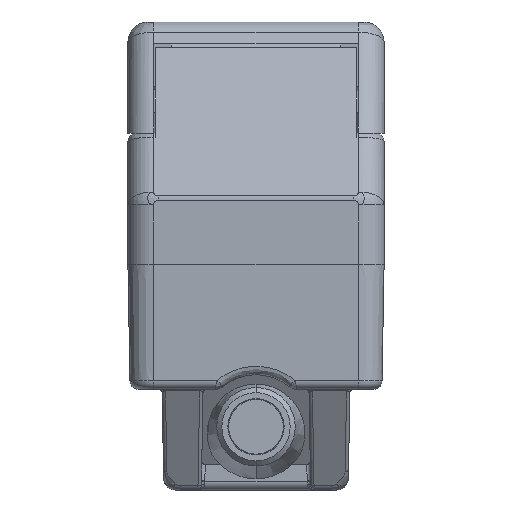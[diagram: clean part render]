
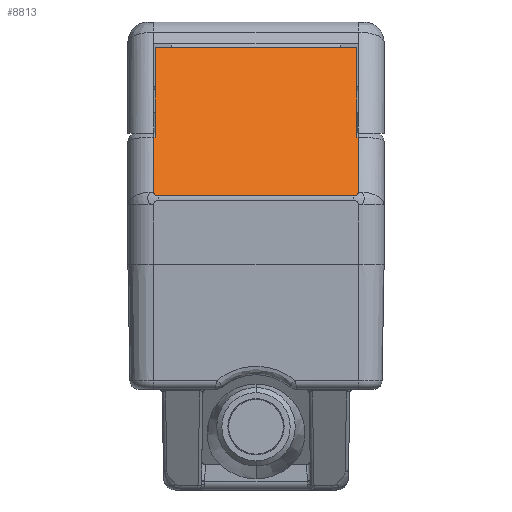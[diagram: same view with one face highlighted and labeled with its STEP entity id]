
A CAD part, front view. The second image highlights one B-rep face of the part: STEP entity #8813.
In plain terms, the highlighted planar face has unit normal (0, -0.866, 0.5).
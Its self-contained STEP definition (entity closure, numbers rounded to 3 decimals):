
#393=DIRECTION('',(0.,0.5,0.866));
#394=VECTOR('',#393,6.062);
#395=CARTESIAN_POINT('',(5.9,-15.2,7.45));
#396=LINE('',#395,#394);
#798=DIRECTION('',(0.,-0.5,-0.866));
#799=VECTOR('',#798,6.062);
#800=CARTESIAN_POINT('',(-5.9,-12.169,12.7));
#801=LINE('',#800,#799);
#930=CARTESIAN_POINT('',(6.,-17.049,4.248));
#931=CARTESIAN_POINT('',(5.995,-17.114,4.136));
#932=CARTESIAN_POINT('',(5.861,-17.183,4.016));
#933=CARTESIAN_POINT('',(5.732,-17.183,4.016));
#935=CARTESIAN_POINT('',(-6.,-17.049,4.248));
#936=CARTESIAN_POINT('',(-5.995,-17.114,4.136));
#937=CARTESIAN_POINT('',(-5.861,-17.183,4.016));
#938=CARTESIAN_POINT('',(-5.732,-17.183,4.016));
#940=DIRECTION('',(1.,0.,0.));
#941=VECTOR('',#940,11.8);
#942=CARTESIAN_POINT('',(-5.9,-12.169,12.7));
#943=LINE('',#942,#941);
#948=DIRECTION('',(1.,0.,0.));
#949=VECTOR('',#948,0.1);
#950=CARTESIAN_POINT('',(5.9,-15.2,7.45));
#951=LINE('',#950,#949);
#1908=CARTESIAN_POINT('',(-6.,-15.2,
7.45));
#1924=DIRECTION('',(1.,0.,0.));
#1925=VECTOR('',#1924,0.1);
#1926=CARTESIAN_POINT('',(-6.,-15.2,
7.45));
#1927=LINE('',#1926,#1925);
#1933=DIRECTION('',(0.,0.5,0.866));
#1934=VECTOR('',#1933,3.697);
#1935=CARTESIAN_POINT('',(-6.,-17.049,4.248));
#1936=LINE('',#1935,#1934);
#1973=DIRECTION('',(-1.,0.,0.));
#1974=VECTOR('',#1973,11.464);
#1975=CARTESIAN_POINT('',(5.732,-17.183,4.016));
#1976=LINE('',#1975,#1974);
#2039=DIRECTION('',(0.,-0.5,-0.866));
#2040=VECTOR('',#2039,3.697);
#2041=CARTESIAN_POINT('',(6.,-15.2,7.45));
#2042=LINE('',#2041,#2040);
#6370=CARTESIAN_POINT('',(5.732,-17.183,4.016));
#6371=VERTEX_POINT('',#6370);
#6372=VERTEX_POINT('',#930);
#6373=VERTEX_POINT('',#935);
#6374=VERTEX_POINT('',#938);
#6402=VERTEX_POINT('',#1908);
#6403=CARTESIAN_POINT('',(5.9,-15.2,7.45));
#6404=CARTESIAN_POINT('',(6.,-15.2,7.45));
#6405=VERTEX_POINT('',#6403);
#6406=VERTEX_POINT('',#6404);
#6412=CARTESIAN_POINT('',(-5.9,-12.169,12.7));
#6413=VERTEX_POINT('',#6412);
#6420=CARTESIAN_POINT('',(5.9,-12.169,12.7));
#6421=VERTEX_POINT('',#6420);
#6452=CARTESIAN_POINT('',(-5.9,-15.2,7.45));
#6453=VERTEX_POINT('',#6452);
#8789=CARTESIAN_POINT('',(7.5,-17.25,3.9));
#8790=DIRECTION('',(0.,0.866,-0.5));
#8791=DIRECTION('',(0.,0.5,0.866));
#8792=AXIS2_PLACEMENT_3D('',#8789,#8790,#8791);
#8793=PLANE('',#8792);
#8795=ORIENTED_EDGE('',*,*,#8794,.T.);
#8797=ORIENTED_EDGE('',*,*,#8796,.T.);
#8799=ORIENTED_EDGE('',*,*,#8798,.T.);
#8801=ORIENTED_EDGE('',*,*,#8800,.T.);
#8803=ORIENTED_EDGE('',*,*,#8802,.F.);
#8805=ORIENTED_EDGE('',*,*,#8804,.T.);
#8807=ORIENTED_EDGE('',*,*,#8806,.T.);
#8808=ORIENTED_EDGE('',*,*,#8577,.F.);
#8809=ORIENTED_EDGE('',*,*,#8454,.T.);
#8810=ORIENTED_EDGE('',*,*,#8034,.F.);
#8811=EDGE_LOOP('',(#8795,#8797,#8799,#8801,#8803,#8805,#8807,#8808,#8809,
#8810));
#8812=FACE_OUTER_BOUND('',#8811,.F.);
#8813=ADVANCED_FACE('',(#8812),#8793,.F.);
#934=B_SPLINE_CURVE_WITH_KNOTS('',3,(#930,#931,#932,#933),.UNSPECIFIED.,.F.,.F.,
(4,4),(0.,1.),.UNSPECIFIED.);
#939=B_SPLINE_CURVE_WITH_KNOTS('',3,(#935,#936,#937,#938),.UNSPECIFIED.,.F.,.F.,
(4,4),(0.,1.),.UNSPECIFIED.);
#8034=EDGE_CURVE('',#6405,#6421,#396,.T.);
#8454=EDGE_CURVE('',#6413,#6421,#943,.T.);
#8577=EDGE_CURVE('',#6413,#6453,#801,.T.);
#8794=EDGE_CURVE('',#6405,#6406,#951,.T.);
#8796=EDGE_CURVE('',#6406,#6372,#2042,.T.);
#8798=EDGE_CURVE('',#6372,#6371,#934,.T.);
#8800=EDGE_CURVE('',#6371,#6374,#1976,.T.);
#8802=EDGE_CURVE('',#6373,#6374,#939,.T.);
#8804=EDGE_CURVE('',#6373,#6402,#1936,.T.);
#8806=EDGE_CURVE('',#6402,#6453,#1927,.T.);
